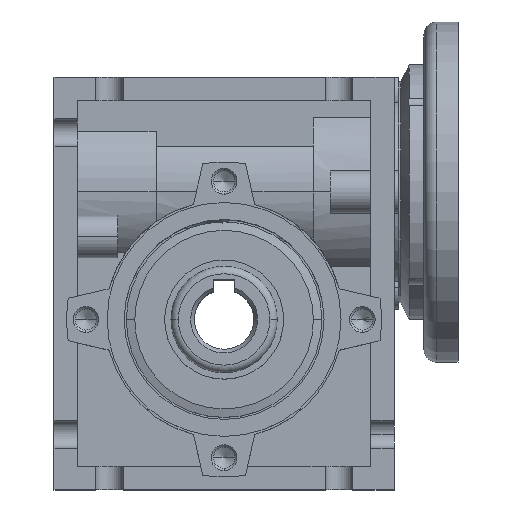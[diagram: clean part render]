
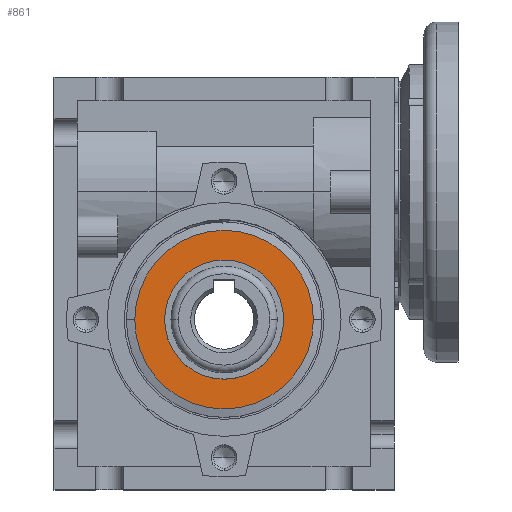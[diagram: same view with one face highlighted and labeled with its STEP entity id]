
A CAD part, top view. The second image highlights one B-rep face of the part: STEP entity #861.
In plain terms, the highlighted face is planar.
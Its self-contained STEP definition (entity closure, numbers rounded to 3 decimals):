
#861=ADVANCED_FACE('NONE',(#2083,#2084),#2085,.F.);
#2083=FACE_OUTER_BOUND('',#3941,.T.);
#2084=FACE_BOUND('',#3942,.T.);
#2085=PLANE('',#3943);
#3941=EDGE_LOOP('',(#7248,#7249));
#3942=EDGE_LOOP('',(#7250,#7251));
#3943=AXIS2_PLACEMENT_3D('',#7252,#7253,#7254);
#7248=ORIENTED_EDGE('',*,*,#11477,.F.);
#7249=ORIENTED_EDGE('',*,*,#11478,.F.);
#7250=ORIENTED_EDGE('',*,*,#11479,.F.);
#7251=ORIENTED_EDGE('',*,*,#11480,.F.);
#7252=CARTESIAN_POINT('',(5.,21.,0.));
#7253=DIRECTION('',(-1.,0.,0.));
#7254=DIRECTION('',(0.,0.,1.));
#11477=EDGE_CURVE('NONE',#13766,#13767,#13768,.T.);
#11478=EDGE_CURVE('NONE',#13767,#13766,#13769,.T.);
#11479=EDGE_CURVE('NONE',#13770,#13771,#13772,.T.);
#11480=EDGE_CURVE('NONE',#13771,#13770,#13773,.T.);
#13766=VERTEX_POINT('NONE',#17642);
#13767=VERTEX_POINT('NONE',#17643);
#13768=CIRCLE('',#17644,21.);
#13769=CIRCLE('',#17645,21.);
#13770=VERTEX_POINT('NONE',#17646);
#13771=VERTEX_POINT('NONE',#17647);
#13772=CIRCLE('',#17648,14.);
#13773=CIRCLE('',#17649,14.);
#17642=CARTESIAN_POINT('',(5.,0.,21.));
#17643=CARTESIAN_POINT('',(5.,0.,-21.));
#17644=AXIS2_PLACEMENT_3D('',#21325,#21326,#21327);
#17645=AXIS2_PLACEMENT_3D('',#21328,#21329,#21330);
#17646=CARTESIAN_POINT('',(5.,0.,14.));
#17647=CARTESIAN_POINT('',(5.,0.,-14.));
#17648=AXIS2_PLACEMENT_3D('',#21331,#21332,#21333);
#17649=AXIS2_PLACEMENT_3D('',#21334,#21335,#21336);
#21325=CARTESIAN_POINT('',(5.,0.,0.));
#21326=DIRECTION('',(-1.,0.,0.));
#21327=DIRECTION('',(0.,0.,1.));
#21328=CARTESIAN_POINT('',(5.,0.,0.));
#21329=DIRECTION('',(-1.,0.,0.));
#21330=DIRECTION('',(0.,0.,1.));
#21331=CARTESIAN_POINT('',(5.,0.,0.));
#21332=DIRECTION('',(1.,0.,0.));
#21333=DIRECTION('',(0.,0.,1.));
#21334=CARTESIAN_POINT('',(5.,0.,0.));
#21335=DIRECTION('',(1.,0.,0.));
#21336=DIRECTION('',(0.,0.,1.));
